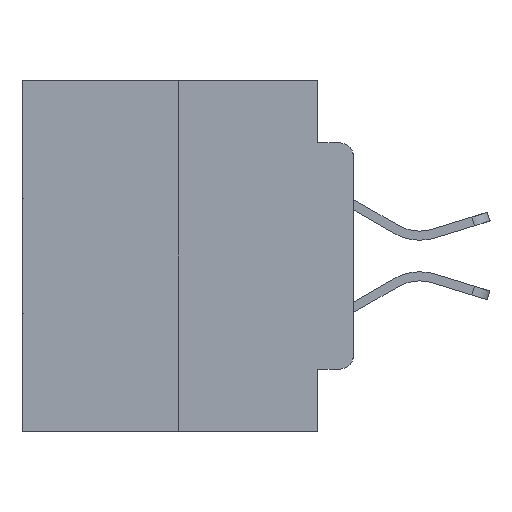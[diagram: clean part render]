
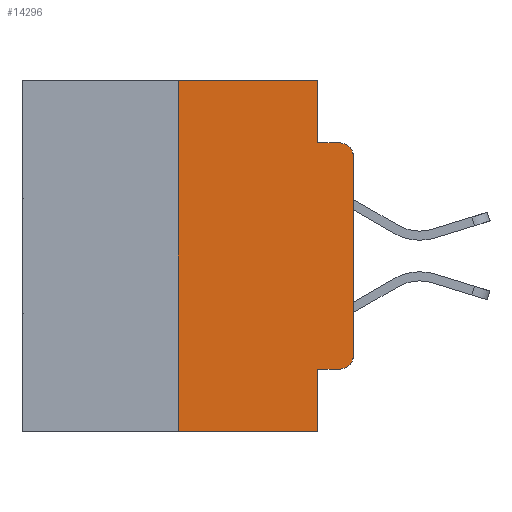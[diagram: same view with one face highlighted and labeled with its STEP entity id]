
A CAD part, left-side view. The second image highlights one B-rep face of the part: STEP entity #14296.
In plain terms, the highlighted planar face has unit normal (-1, 0, 0).
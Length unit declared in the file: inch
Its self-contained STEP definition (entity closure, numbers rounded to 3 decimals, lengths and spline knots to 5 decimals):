
#4 = LINE ( 'NONE', #4728, #27323 ) ;
#657 = ORIENTED_EDGE ( 'NONE', *, *, #14191, .T. ) ;
#773 = VERTEX_POINT ( 'NONE', #23753 ) ;
#902 = ORIENTED_EDGE ( 'NONE', *, *, #6676, .F. ) ;
#975 = CARTESIAN_POINT ( 'NONE',  ( 0., 0.02, -0.0885 ) ) ;
#1018 = VECTOR ( 'NONE', #10595, 39.37008 ) ;
#1251 = VECTOR ( 'NONE', #2914, 39.37008 ) ;
#1508 = CIRCLE ( 'NONE', #21840, 0.02 ) ;
#2914 = DIRECTION ( 'NONE',  ( 0., 0., 1. ) ) ;
#3834 = VERTEX_POINT ( 'NONE', #18533 ) ;
#3863 = FACE_OUTER_BOUND ( 'NONE', #17597, .T. ) ;
#3985 = ORIENTED_EDGE ( 'NONE', *, *, #15768, .T. ) ;
#4129 = PLANE ( 'NONE',  #6827 ) ;
#4728 = CARTESIAN_POINT ( 'NONE',  ( 0., 0.051, 0. ) ) ;
#5933 = CARTESIAN_POINT ( 'NONE',  ( 0., 0.473, -0.5 ) ) ;
#6012 = CARTESIAN_POINT ( 'NONE',  ( 0., 0.02, -0.4115 ) ) ;
#6042 = VECTOR ( 'NONE', #24772, 39.37008 ) ;
#6358 = LINE ( 'NONE', #5933, #22935 ) ;
#6539 = ORIENTED_EDGE ( 'NONE', *, *, #15313, .F. ) ;
#6599 = CARTESIAN_POINT ( 'NONE',  ( 0., 0.051, -0.4115 ) ) ;
#6603 = CARTESIAN_POINT ( 'NONE',  ( 0., 0.051, -0.0885 ) ) ;
#6676 = EDGE_CURVE ( 'NONE', #24441, #21152, #4, .T. ) ;
#6764 = LINE ( 'NONE', #12772, #1018 ) ;
#6817 = DIRECTION ( 'NONE',  ( 0., 0., -1. ) ) ;
#6827 = AXIS2_PLACEMENT_3D ( 'NONE', #10684, #25724, #12867 ) ;
#7000 = LINE ( 'NONE', #20179, #1251 ) ;
#7498 = CIRCLE ( 'NONE', #23877, 0.02 ) ;
#8030 = CARTESIAN_POINT ( 'NONE',  ( 0., 0.051, -0.5 ) ) ;
#8083 = VERTEX_POINT ( 'NONE', #16761 ) ;
#8102 = DIRECTION ( 'NONE',  ( 0., -1., 0. ) ) ;
#8746 = EDGE_CURVE ( 'NONE', #3834, #9895, #6358, .T. ) ;
#9122 = CARTESIAN_POINT ( 'NONE',  ( 0., 0.051, -0.0885 ) ) ;
#9255 = VERTEX_POINT ( 'NONE', #20471 ) ;
#9570 = LINE ( 'NONE', #9122, #14658 ) ;
#9712 = CARTESIAN_POINT ( 'NONE',  ( 0., 0.473, 0. ) ) ;
#9895 = VERTEX_POINT ( 'NONE', #8030 ) ;
#10309 = CARTESIAN_POINT ( 'NONE',  ( 0., 0.02, -0.3915 ) ) ;
#10595 = DIRECTION ( 'NONE',  ( 0., -1., 0. ) ) ;
#10684 = CARTESIAN_POINT ( 'NONE',  ( 0., 0.473, 0. ) ) ;
#11346 = ORIENTED_EDGE ( 'NONE', *, *, #8746, .T. ) ;
#11987 = VECTOR ( 'NONE', #22884, 39.37008 ) ;
#12501 = DIRECTION ( 'NONE',  ( 0., 0., -1. ) ) ;
#12772 = CARTESIAN_POINT ( 'NONE',  ( 0., 0.051, -0.4115 ) ) ;
#12867 = DIRECTION ( 'NONE',  ( 0., 0., -1. ) ) ;
#14144 = LINE ( 'NONE', #18852, #24859 ) ;
#14191 = EDGE_CURVE ( 'NONE', #14205, #773, #1508, .T. ) ;
#14205 = VERTEX_POINT ( 'NONE', #6012 ) ;
#14296 = ADVANCED_FACE ( 'NONE', ( #3863 ), #4129, .F. ) ;
#14658 = VECTOR ( 'NONE', #22038, 39.37008 ) ;
#14780 = DIRECTION ( 'NONE',  ( 0., 0., -1. ) ) ;
#15313 = EDGE_CURVE ( 'NONE', #17264, #9895, #17669, .T. ) ;
#15768 = EDGE_CURVE ( 'NONE', #8083, #25757, #7498, .T. ) ;
#15815 = ORIENTED_EDGE ( 'NONE', *, *, #25597, .F. ) ;
#16761 = CARTESIAN_POINT ( 'NONE',  ( 0., 0., -0.1085 ) ) ;
#17264 = VERTEX_POINT ( 'NONE', #6599 ) ;
#17597 = EDGE_LOOP ( 'NONE', ( #19551, #3985, #15815, #902, #18769, #26480, #11346, #6539, #24780, #657 ) ) ;
#17669 = LINE ( 'NONE', #18554, #11987 ) ;
#17707 = EDGE_CURVE ( 'NONE', #773, #8083, #14144, .T. ) ;
#17967 = EDGE_CURVE ( 'NONE', #3834, #9255, #7000, .T. ) ;
#18533 = CARTESIAN_POINT ( 'NONE',  ( 0., 0.25, -0.5 ) ) ;
#18554 = CARTESIAN_POINT ( 'NONE',  ( 0., 0.051, 0. ) ) ;
#18769 = ORIENTED_EDGE ( 'NONE', *, *, #27665, .F. ) ;
#18852 = CARTESIAN_POINT ( 'NONE',  ( 0., 0., 0. ) ) ;
#19551 = ORIENTED_EDGE ( 'NONE', *, *, #17707, .T. ) ;
#20160 = CARTESIAN_POINT ( 'NONE',  ( 0., 0.051, 0. ) ) ;
#20179 = CARTESIAN_POINT ( 'NONE',  ( 0., 0.25, 0. ) ) ;
#20471 = CARTESIAN_POINT ( 'NONE',  ( 0., 0.25, 0. ) ) ;
#21028 = DIRECTION ( 'NONE',  ( 0., 0., 1. ) ) ;
#21152 = VERTEX_POINT ( 'NONE', #6603 ) ;
#21840 = AXIS2_PLACEMENT_3D ( 'NONE', #10309, #25355, #12501 ) ;
#22038 = DIRECTION ( 'NONE',  ( 0., -1., 0. ) ) ;
#22884 = DIRECTION ( 'NONE',  ( 0., 0., -1. ) ) ;
#22935 = VECTOR ( 'NONE', #8102, 39.37008 ) ;
#23753 = CARTESIAN_POINT ( 'NONE',  ( 0., 0., -0.3915 ) ) ;
#23877 = AXIS2_PLACEMENT_3D ( 'NONE', #24408, #27562, #14780 ) ;
#24408 = CARTESIAN_POINT ( 'NONE',  ( 0., 0.02, -0.1085 ) ) ;
#24441 = VERTEX_POINT ( 'NONE', #20160 ) ;
#24772 = DIRECTION ( 'NONE',  ( 0., -1., 0. ) ) ;
#24780 = ORIENTED_EDGE ( 'NONE', *, *, #26551, .T. ) ;
#24859 = VECTOR ( 'NONE', #21028, 39.37008 ) ;
#25305 = LINE ( 'NONE', #9712, #6042 ) ;
#25355 = DIRECTION ( 'NONE',  ( -1., 0., 0. ) ) ;
#25597 = EDGE_CURVE ( 'NONE', #21152, #25757, #9570, .T. ) ;
#25724 = DIRECTION ( 'NONE',  ( 1., 0., 0. ) ) ;
#25757 = VERTEX_POINT ( 'NONE', #975 ) ;
#26480 = ORIENTED_EDGE ( 'NONE', *, *, #17967, .F. ) ;
#26551 = EDGE_CURVE ( 'NONE', #17264, #14205, #6764, .T. ) ;
#27323 = VECTOR ( 'NONE', #6817, 39.37008 ) ;
#27562 = DIRECTION ( 'NONE',  ( -1., 0., 0. ) ) ;
#27665 = EDGE_CURVE ( 'NONE', #9255, #24441, #25305, .T. ) ;
